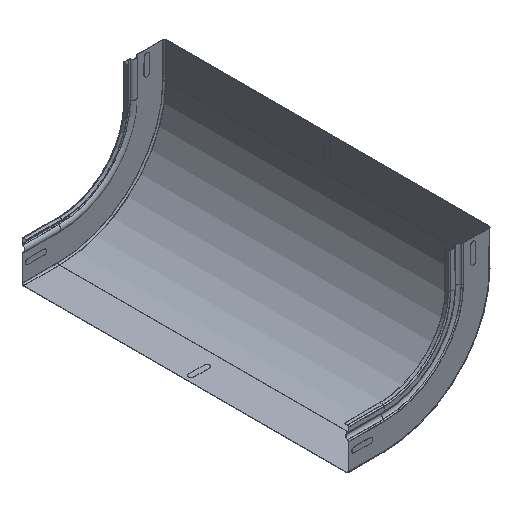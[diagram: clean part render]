
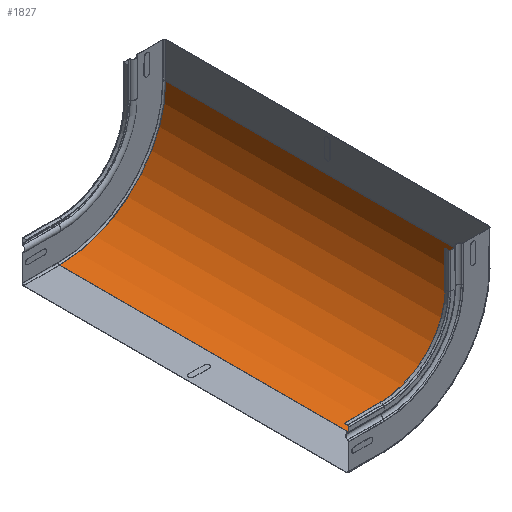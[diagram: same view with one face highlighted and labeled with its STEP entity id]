
A CAD part, isometric view. The second image highlights one B-rep face of the part: STEP entity #1827.
In plain terms, the highlighted cylindrical face has radius 163.3 mm (diameter 326.6 mm), a partial arc.
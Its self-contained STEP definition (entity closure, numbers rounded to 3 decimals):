
#59=CYLINDRICAL_SURFACE('',#2040,163.3);
#153=FACE_OUTER_BOUND('',#259,.T.);
#259=EDGE_LOOP('',(#1453,#1454,#1455,#1456));
#354=CIRCLE('',#1973,163.3);
#391=CIRCLE('',#2041,163.3);
#529=LINE('',#3126,#673);
#532=LINE('',#3132,#676);
#673=VECTOR('',#2506,1.);
#676=VECTOR('',#2511,1.);
#820=VERTEX_POINT('',#2985);
#821=VERTEX_POINT('',#2989);
#857=VERTEX_POINT('',#3125);
#859=VERTEX_POINT('',#3131);
#1022=EDGE_CURVE('',#821,#820,#354,.T.);
#1091=EDGE_CURVE('',#820,#857,#529,.T.);
#1094=EDGE_CURVE('',#859,#821,#532,.T.);
#1095=EDGE_CURVE('',#859,#857,#391,.T.);
#1453=ORIENTED_EDGE('',*,*,#1094,.F.);
#1454=ORIENTED_EDGE('',*,*,#1095,.T.);
#1455=ORIENTED_EDGE('',*,*,#1091,.F.);
#1456=ORIENTED_EDGE('',*,*,#1022,.F.);
#1827=ADVANCED_FACE('',(#153),#59,.F.);
#1973=AXIS2_PLACEMENT_3D('',#2992,#2340,#2341);
#2040=AXIS2_PLACEMENT_3D('',#3130,#2509,#2510);
#2041=AXIS2_PLACEMENT_3D('',#3133,#2512,#2513);
#2340=DIRECTION('center_axis',(0.,-1.,0.));
#2341=DIRECTION('ref_axis',(0.,0.,-1.));
#2506=DIRECTION('',(0.,-1.,0.));
#2509=DIRECTION('center_axis',(0.,-1.,0.));
#2510=DIRECTION('ref_axis',(0.,0.,-1.));
#2511=DIRECTION('',(0.,1.,0.));
#2512=DIRECTION('center_axis',(0.,-1.,0.));
#2513=DIRECTION('ref_axis',(0.,0.,
-1.));
#2985=CARTESIAN_POINT('',(222.734,500.971,168.783));
#2989=CARTESIAN_POINT('',(59.434,500.971,5.483));
#2992=CARTESIAN_POINT('Origin',(59.434,500.971,168.783));
#3125=CARTESIAN_POINT('',(222.734,3.771,168.783));
#3126=CARTESIAN_POINT('',(222.734,102.371,168.783));
#3130=CARTESIAN_POINT('Origin',(59.434,126.671,168.783));
#3131=CARTESIAN_POINT('',(59.434,3.771,5.483));
#3132=CARTESIAN_POINT('',(59.434,102.371,5.483));
#3133=CARTESIAN_POINT('Origin',(59.434,3.771,168.783));
